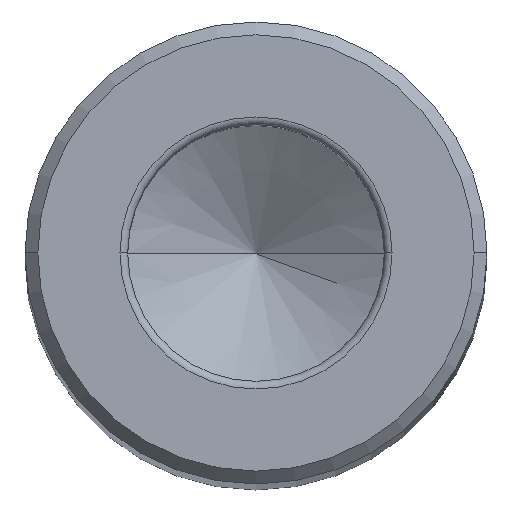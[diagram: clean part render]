
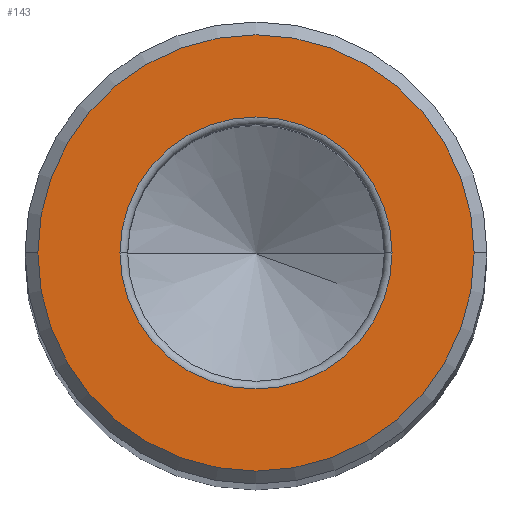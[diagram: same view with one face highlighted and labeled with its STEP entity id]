
A CAD part, top view. The second image highlights one B-rep face of the part: STEP entity #143.
In plain terms, the highlighted planar face has unit normal (0, 0, 1).
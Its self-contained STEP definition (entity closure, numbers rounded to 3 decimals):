
#4 = DIRECTION ( 'NONE',  ( 0., 0., 1. ) ) ;
#6 = VERTEX_POINT ( 'NONE', #604 ) ;
#18 = EDGE_LOOP ( 'NONE', ( #44, #418 ) ) ;
#44 = ORIENTED_EDGE ( 'NONE', *, *, #566, .T. ) ;
#55 = CARTESIAN_POINT ( 'NONE',  ( 0., 0., 0. ) ) ;
#61 = DIRECTION ( 'NONE',  ( 1., 0., 0. ) ) ;
#101 = DIRECTION ( 'NONE',  ( 1., 0., 0. ) ) ;
#102 = EDGE_LOOP ( 'NONE', ( #306, #251 ) ) ;
#127 = AXIS2_PLACEMENT_3D ( 'NONE', #596, #517, #61 ) ;
#143 = ADVANCED_FACE ( 'NONE', ( #341, #422 ), #166, .T. ) ;
#155 = CARTESIAN_POINT ( 'NONE',  ( 0., 0., 0. ) ) ;
#166 = PLANE ( 'NONE',  #301 ) ;
#184 = EDGE_CURVE ( 'NONE', #6, #514, #329, .T. ) ;
#187 = AXIS2_PLACEMENT_3D ( 'NONE', #155, #446, #631 ) ;
#193 = EDGE_CURVE ( 'NONE', #514, #6, #565, .T. ) ;
#201 = CARTESIAN_POINT ( 'NONE',  ( 8.5, 0., 0. ) ) ;
#251 = ORIENTED_EDGE ( 'NONE', *, *, #184, .T. ) ;
#254 = VERTEX_POINT ( 'NONE', #455 ) ;
#262 = CARTESIAN_POINT ( 'NONE',  ( 0., 0., 0. ) ) ;
#292 = AXIS2_PLACEMENT_3D ( 'NONE', #55, #4, #101 ) ;
#301 = AXIS2_PLACEMENT_3D ( 'NONE', #564, #501, #417 ) ;
#306 = ORIENTED_EDGE ( 'NONE', *, *, #193, .T. ) ;
#329 = CIRCLE ( 'NONE', #127, 5.3 ) ;
#341 = FACE_BOUND ( 'NONE', #102, .T. ) ;
#417 = DIRECTION ( 'NONE',  ( 1., 0., 0. ) ) ;
#418 = ORIENTED_EDGE ( 'NONE', *, *, #487, .T. ) ;
#422 = FACE_OUTER_BOUND ( 'NONE', #18, .T. ) ;
#446 = DIRECTION ( 'NONE',  ( 0., 0., 1. ) ) ;
#451 = DIRECTION ( 'NONE',  ( 0., 0., -1. ) ) ;
#455 = CARTESIAN_POINT ( 'NONE',  ( -8.5, 0., 0. ) ) ;
#484 = AXIS2_PLACEMENT_3D ( 'NONE', #262, #451, #561 ) ;
#487 = EDGE_CURVE ( 'NONE', #535, #254, #593, .T. ) ;
#501 = DIRECTION ( 'NONE',  ( 0., 0., 1. ) ) ;
#514 = VERTEX_POINT ( 'NONE', #581 ) ;
#517 = DIRECTION ( 'NONE',  ( 0., 0., -1. ) ) ;
#535 = VERTEX_POINT ( 'NONE', #201 ) ;
#537 = CIRCLE ( 'NONE', #292, 8.5 ) ;
#561 = DIRECTION ( 'NONE',  ( 1., 0., 0. ) ) ;
#564 = CARTESIAN_POINT ( 'NONE',  ( 0., 0., 0. ) ) ;
#565 = CIRCLE ( 'NONE', #484, 5.3 ) ;
#566 = EDGE_CURVE ( 'NONE', #254, #535, #537, .T. ) ;
#581 = CARTESIAN_POINT ( 'NONE',  ( 5.3, 0., 0. ) ) ;
#593 = CIRCLE ( 'NONE', #187, 8.5 ) ;
#596 = CARTESIAN_POINT ( 'NONE',  ( 0., 0., 0. ) ) ;
#604 = CARTESIAN_POINT ( 'NONE',  ( -5.3, 0., 0. ) ) ;
#631 = DIRECTION ( 'NONE',  ( 1., 0., 0. ) ) ;
